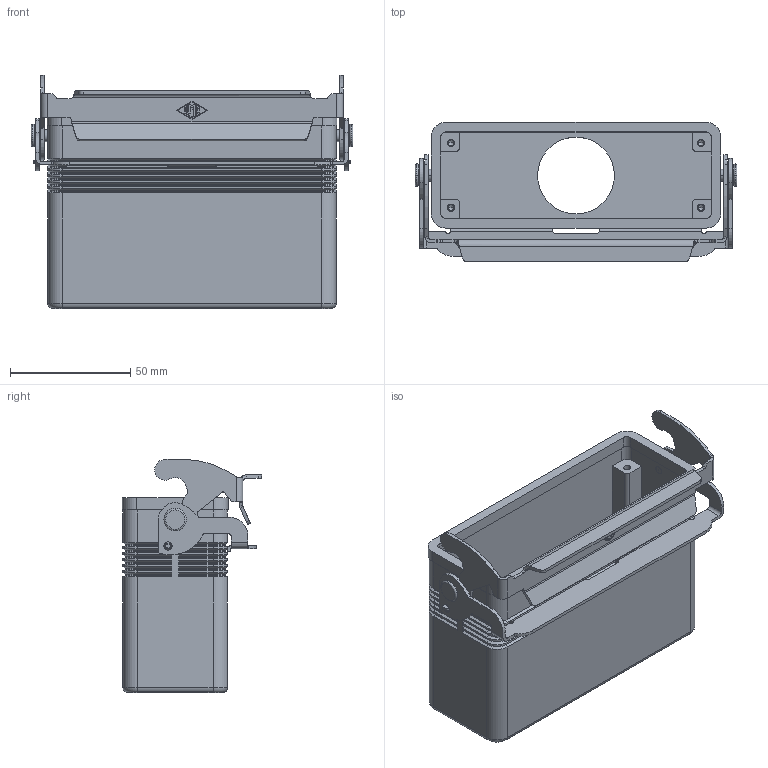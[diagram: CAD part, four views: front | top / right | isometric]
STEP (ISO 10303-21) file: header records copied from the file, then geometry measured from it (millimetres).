
FILE_DESCRIPTION((''),'2;1');
FILE_NAME('MVFV 24 LG32.stp','2006-12-19T10:40:59',('gembarski'),(''),'Autodesk Inventor 7','Autodesk Inventor 7','');
FILE_SCHEMA(('AUTOMOTIVE_DESIGN { 1 0 10303 214 1 1 1 1 }'));
Length unit declared in the file: millimetre
Products named in the file (1): MVFV 24 LG32
Bounding box: 134 x 57.98 x 97 mm (x, y, z)
Volume: 112448.9 mm3; surface area: 75843.8 mm2
Topology: 2 solids, 2 shells, 606 faces, 1523 edges, 936 vertices
Faces by surface type: bspline 239, plane 192, cylinder 141, cone 26, torus 8
Entity records: 20880 total; most frequent: CARTESIAN_POINT 6977, ORIENTED_EDGE 3022, DIRECTION 2659, EDGE_CURVE 1511, VECTOR 1035, LINE 1035, VERTEX_POINT 936, AXIS2_PLACEMENT_3D 812
